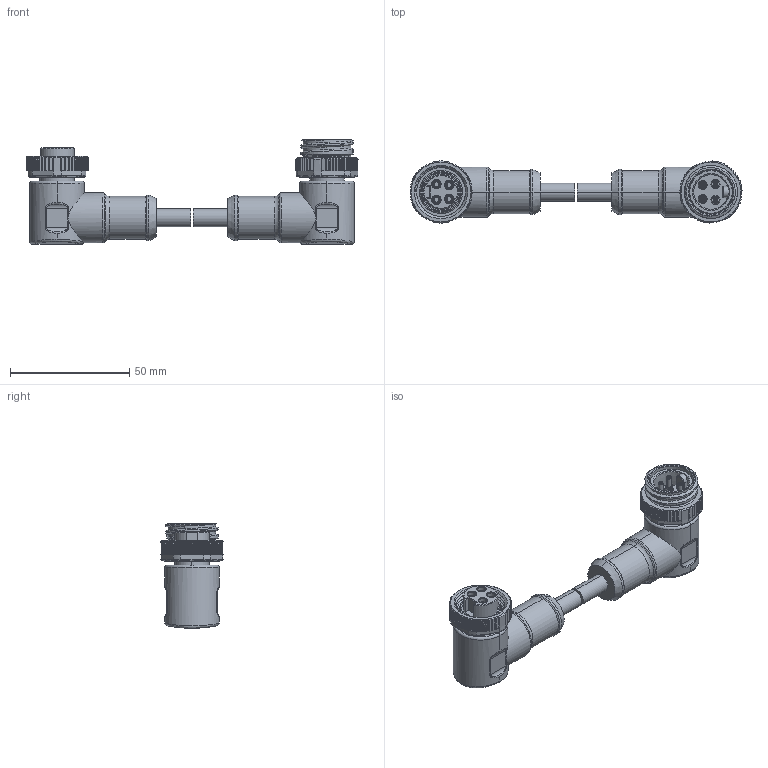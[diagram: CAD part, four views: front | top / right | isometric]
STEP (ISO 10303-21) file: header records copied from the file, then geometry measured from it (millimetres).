
FILE_DESCRIPTION (( 'STEP AP203' ), '1' );
FILE_NAME ('7700-A4A31-U0C0200.step', '2025-06-19T17:18:17', ( '' ), ( '' ), 'SwSTEP 2.0', 'SolidWorks 2024', '' );
FILE_SCHEMA (( 'CONFIG_CONTROL_DESIGN' ));
Length unit declared in the file: millimetre
Products named in the file (3): 7700-A4A31-U0C0200_MALE; 7700-A4A31-U0C0200_FEMALE; 7700-A4A31-U0C0200
Assembly tree (2 placements, depth 2):
  7700-A4A31-U0C0200
    7700-A4A31-U0C0200_FEMALE
    7700-A4A31-U0C0200_MALE
Bounding box: 138.97 x 25.98 x 43.76 mm (x, y, z)
Volume: 49781.4 mm3; surface area: 17239.6 mm2
Topology: 2 solids, 2 shells, 1268 faces, 3543 edges, 2301 vertices
Faces by surface type: cylinder 581, plane 520, torus 71, cone 67, bspline 29
Entity records: 48055 total; most frequent: CARTESIAN_POINT 15839, ORIENTED_EDGE 7086, DIRECTION 6356, EDGE_CURVE 3543, AXIS2_PLACEMENT_3D 2370, VERTEX_POINT 2301, LINE 1616, VECTOR 1616
